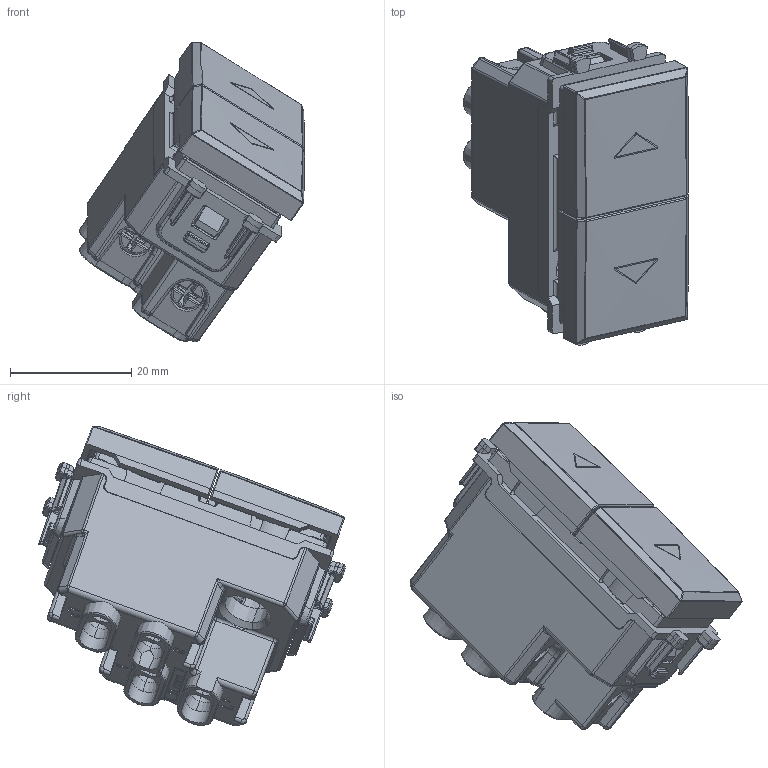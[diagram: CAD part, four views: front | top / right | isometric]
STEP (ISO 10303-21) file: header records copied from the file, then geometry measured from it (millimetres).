
FILE_DESCRIPTION(('CATIA V5 STEP Exchange'),'2;1');
FILE_NAME('442056F.stp','2024-02-15T11:22:38+00:00',('none'),('none'),'CATIA Version 5-6 Release 2016 SP6','CATIA V5 STEP AP203','none');
FILE_SCHEMA(('CONFIG_CONTROL_DESIGN'));
Products named in the file (1): 442056F
Assembly tree (20 placements, depth 2):
  442056F
    #57
    #36180  x2
    #41410
    #93317  x2
    #106449  x2
    #107448  x4
    #108441  x4
    #110354  x2
    #111899  x2
Bounding box: 37.22 x 50.64 x 49.51 mm (x, y, z)
Volume: 15781.8 mm3; surface area: 25598.3 mm2
Topology: 24 solids, 24 shells, 3842 faces, 10688 edges, 6726 vertices
Faces by surface type: plane 1966, cylinder 1065, bspline 340, cone 243, sphere 112, torus 86, extrusion 20, revolution 10
Entity records: 113254 total; most frequent: CARTESIAN_POINT 46623, ORIENTED_EDGE 16448, DIRECTION 9471, EDGE_CURVE 8224, VERTEX_POINT 5227, VECTOR 4183, LINE 4169, B_SPLINE_CURVE_WITH_KNOTS 3145
